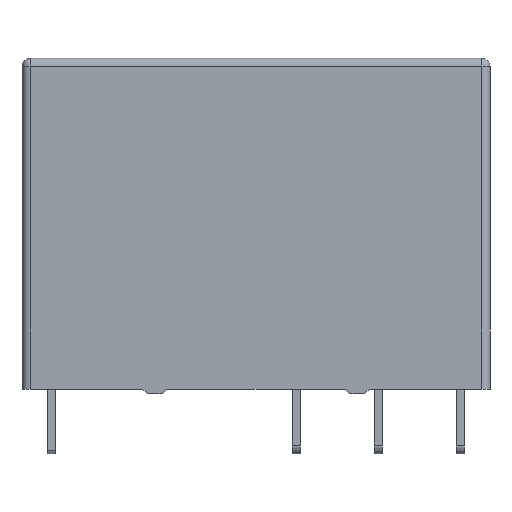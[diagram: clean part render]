
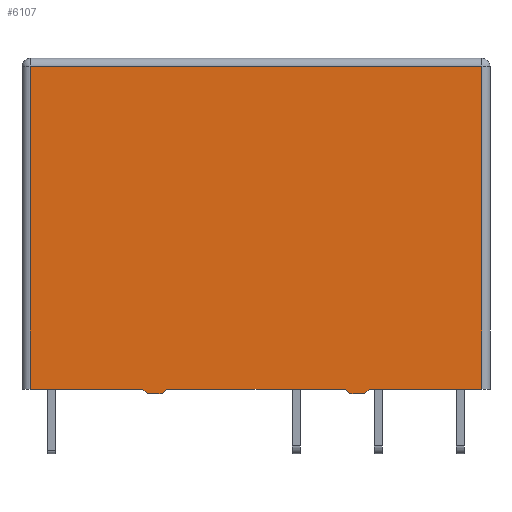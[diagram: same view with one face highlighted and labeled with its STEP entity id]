
A CAD part, front view. The second image highlights one B-rep face of the part: STEP entity #6107.
In plain terms, the highlighted planar face has unit normal (0, -1, 0).
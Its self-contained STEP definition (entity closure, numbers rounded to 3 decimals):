
#306 = ORIENTED_EDGE ( 'NONE', *, *, #6910, .T. ) ;
#358 = LINE ( 'NONE', #12874, #5627 ) ;
#752 = VERTEX_POINT ( 'NONE', #4191 ) ;
#807 = DIRECTION ( 'NONE',  ( 0.707, 0., 0.707 ) ) ;
#1073 = VERTEX_POINT ( 'NONE', #8636 ) ;
#1149 = CARTESIAN_POINT ( 'NONE',  ( -14.5, -6.35, 0. ) ) ;
#1414 = VECTOR ( 'NONE', #12349, 1000. ) ;
#1862 = ORIENTED_EDGE ( 'NONE', *, *, #6254, .T. ) ;
#2190 = AXIS2_PLACEMENT_3D ( 'NONE', #5582, #11106, #17429 ) ;
#2251 = EDGE_CURVE ( 'NONE', #752, #15034, #358, .T. ) ;
#2306 = LINE ( 'NONE', #9149, #16055 ) ;
#2357 = LINE ( 'NONE', #5153, #5250 ) ;
#2383 = CARTESIAN_POINT ( 'NONE',  ( 5.819, -6.35, -0.3 ) ) ;
#2712 = ORIENTED_EDGE ( 'NONE', *, *, #12540, .T. ) ;
#2879 = CARTESIAN_POINT ( 'NONE',  ( 7.019, -6.35, -0.3 ) ) ;
#3045 = VECTOR ( 'NONE', #15781, 1000. ) ;
#3067 = CARTESIAN_POINT ( 'NONE',  ( 6.719, -6.35, -0.3 ) ) ;
#3414 = VERTEX_POINT ( 'NONE', #5437 ) ;
#3864 = EDGE_CURVE ( 'NONE', #11076, #1073, #14762, .T. ) ;
#4191 = CARTESIAN_POINT ( 'NONE',  ( -14., -6.35, 0. ) ) ;
#4265 = VERTEX_POINT ( 'NONE', #14019 ) ;
#4752 = ORIENTED_EDGE ( 'NONE', *, *, #9425, .F. ) ;
#4939 = CARTESIAN_POINT ( 'NONE',  ( -5.519, -6.35, 0. ) ) ;
#5046 = CARTESIAN_POINT ( 'NONE',  ( 5.519, -6.35, 0. ) ) ;
#5058 = ORIENTED_EDGE ( 'NONE', *, *, #13187, .T. ) ;
#5113 = EDGE_CURVE ( 'NONE', #8436, #4265, #15946, .T. ) ;
#5153 = CARTESIAN_POINT ( 'NONE',  ( -14.5, -6.35, 0. ) ) ;
#5250 = VECTOR ( 'NONE', #15917, 1000. ) ;
#5437 = CARTESIAN_POINT ( 'NONE',  ( -14., -6.35, 20. ) ) ;
#5493 = CARTESIAN_POINT ( 'NONE',  ( -7.019, -6.35, -0.3 ) ) ;
#5535 = VECTOR ( 'NONE', #15186, 1000. ) ;
#5582 = CARTESIAN_POINT ( 'NONE',  ( -14.5, -6.35, 20.5 ) ) ;
#5627 = VECTOR ( 'NONE', #5773, 1000. ) ;
#5773 = DIRECTION ( 'NONE',  ( 1., 0., 0. ) ) ;
#6107 = ADVANCED_FACE ( 'NONE', ( #6658 ), #6579, .F. ) ;
#6254 = EDGE_CURVE ( 'NONE', #11322, #6861, #2306, .T. ) ;
#6271 = VECTOR ( 'NONE', #8841, 1000. ) ;
#6285 = LINE ( 'NONE', #1149, #3045 ) ;
#6335 = EDGE_CURVE ( 'NONE', #13845, #8436, #6285, .T. ) ;
#6579 = PLANE ( 'NONE',  #2190 ) ;
#6658 = FACE_OUTER_BOUND ( 'NONE', #14978, .T. ) ;
#6759 = LINE ( 'NONE', #2879, #13072 ) ;
#6838 = CARTESIAN_POINT ( 'NONE',  ( -7.019, -6.35, 0. ) ) ;
#6857 = CARTESIAN_POINT ( 'NONE',  ( -14.5, -6.35, 20. ) ) ;
#6861 = VERTEX_POINT ( 'NONE', #10196 ) ;
#6910 = EDGE_CURVE ( 'NONE', #6861, #3414, #14609, .T. ) ;
#7059 = ORIENTED_EDGE ( 'NONE', *, *, #6335, .T. ) ;
#7638 = ORIENTED_EDGE ( 'NONE', *, *, #3864, .T. ) ;
#7640 = VERTEX_POINT ( 'NONE', #12373 ) ;
#7781 = EDGE_CURVE ( 'NONE', #15555, #7640, #15810, .T. ) ;
#8360 = CARTESIAN_POINT ( 'NONE',  ( 14., -6.35, 0. ) ) ;
#8377 = CARTESIAN_POINT ( 'NONE',  ( -6.719, -6.35, -0.3 ) ) ;
#8436 = VERTEX_POINT ( 'NONE', #5046 ) ;
#8636 = CARTESIAN_POINT ( 'NONE',  ( -5.819, -6.35, -0.3 ) ) ;
#8812 = ORIENTED_EDGE ( 'NONE', *, *, #16587, .T. ) ;
#8830 = VECTOR ( 'NONE', #14968, 1000. ) ;
#8841 = DIRECTION ( 'NONE',  ( 0.707, 0., 0.707 ) ) ;
#8904 = LINE ( 'NONE', #4939, #12933 ) ;
#9149 = CARTESIAN_POINT ( 'NONE',  ( 14., -6.35, 20.5 ) ) ;
#9425 = EDGE_CURVE ( 'NONE', #15555, #4265, #6759, .T. ) ;
#9517 = ORIENTED_EDGE ( 'NONE', *, *, #2251, .T. ) ;
#10146 = ORIENTED_EDGE ( 'NONE', *, *, #12691, .T. ) ;
#10196 = CARTESIAN_POINT ( 'NONE',  ( 14., -6.35, 20. ) ) ;
#10503 = CARTESIAN_POINT ( 'NONE',  ( 6.719, -6.35, -0.3 ) ) ;
#10725 = LINE ( 'NONE', #12252, #13883 ) ;
#10766 = ORIENTED_EDGE ( 'NONE', *, *, #7781, .T. ) ;
#11076 = VERTEX_POINT ( 'NONE', #8377 ) ;
#11106 = DIRECTION ( 'NONE',  ( 0., 1., 0. ) ) ;
#11179 = LINE ( 'NONE', #16599, #5535 ) ;
#11322 = VERTEX_POINT ( 'NONE', #8360 ) ;
#11716 = DIRECTION ( 'NONE',  ( 0., 0., 1. ) ) ;
#12252 = CARTESIAN_POINT ( 'NONE',  ( -7.019, -6.35, 0. ) ) ;
#12340 = DIRECTION ( 'NONE',  ( 0.707, 0., -0.707 ) ) ;
#12349 = DIRECTION ( 'NONE',  ( 1., 0., 0. ) ) ;
#12373 = CARTESIAN_POINT ( 'NONE',  ( 7.019, -6.35, 0. ) ) ;
#12540 = EDGE_CURVE ( 'NONE', #1073, #13845, #8904, .T. ) ;
#12691 = EDGE_CURVE ( 'NONE', #3414, #752, #11179, .T. ) ;
#12874 = CARTESIAN_POINT ( 'NONE',  ( -14.5, -6.35, 0. ) ) ;
#12933 = VECTOR ( 'NONE', #807, 1000. ) ;
#13072 = VECTOR ( 'NONE', #16096, 1000. ) ;
#13187 = EDGE_CURVE ( 'NONE', #7640, #11322, #2357, .T. ) ;
#13208 = DIRECTION ( 'NONE',  ( 0.707, 0., -0.707 ) ) ;
#13845 = VERTEX_POINT ( 'NONE', #13887 ) ;
#13883 = VECTOR ( 'NONE', #12340, 1000. ) ;
#13887 = CARTESIAN_POINT ( 'NONE',  ( -5.519, -6.35, 0. ) ) ;
#14019 = CARTESIAN_POINT ( 'NONE',  ( 5.819, -6.35, -0.3 ) ) ;
#14135 = ORIENTED_EDGE ( 'NONE', *, *, #5113, .T. ) ;
#14609 = LINE ( 'NONE', #6857, #8830 ) ;
#14762 = LINE ( 'NONE', #5493, #1414 ) ;
#14968 = DIRECTION ( 'NONE',  ( -1., 0., 0. ) ) ;
#14978 = EDGE_LOOP ( 'NONE', ( #9517, #8812, #7638, #2712, #7059, #14135, #4752, #10766, #5058, #1862, #306, #10146 ) ) ;
#14985 = VECTOR ( 'NONE', #13208, 1000. ) ;
#15034 = VERTEX_POINT ( 'NONE', #6838 ) ;
#15186 = DIRECTION ( 'NONE',  ( 0., 0., -1. ) ) ;
#15555 = VERTEX_POINT ( 'NONE', #3067 ) ;
#15781 = DIRECTION ( 'NONE',  ( 1., 0., 0. ) ) ;
#15810 = LINE ( 'NONE', #10503, #6271 ) ;
#15917 = DIRECTION ( 'NONE',  ( 1., 0., 0. ) ) ;
#15946 = LINE ( 'NONE', #2383, #14985 ) ;
#16055 = VECTOR ( 'NONE', #11716, 1000. ) ;
#16096 = DIRECTION ( 'NONE',  ( -1., 0., 0. ) ) ;
#16587 = EDGE_CURVE ( 'NONE', #15034, #11076, #10725, .T. ) ;
#16599 = CARTESIAN_POINT ( 'NONE',  ( -14., -6.35, 20.5 ) ) ;
#17429 = DIRECTION ( 'NONE',  ( 0., 0., 1. ) ) ;
